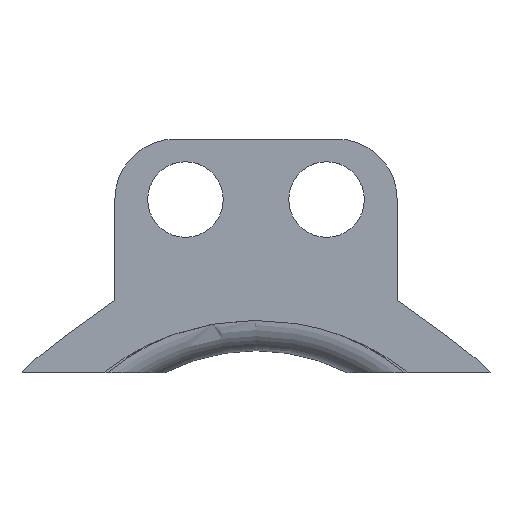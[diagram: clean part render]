
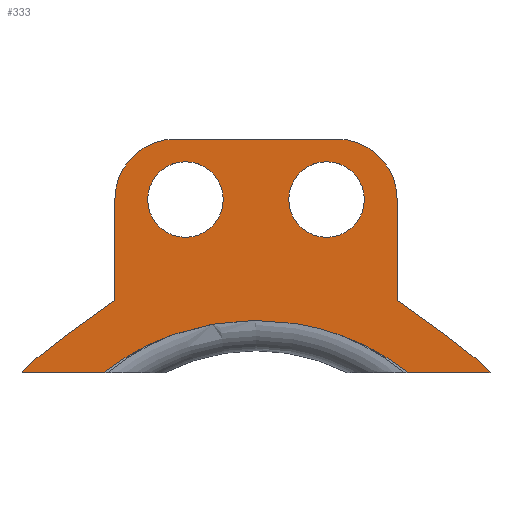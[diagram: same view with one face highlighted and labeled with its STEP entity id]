
A CAD part, top view. The second image highlights one B-rep face of the part: STEP entity #333.
In plain terms, the highlighted planar face has unit normal (0, 0, 1).
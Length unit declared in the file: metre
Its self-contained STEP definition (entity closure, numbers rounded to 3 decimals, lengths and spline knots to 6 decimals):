
#26=B_SPLINE_CURVE_WITH_KNOTS('',3,(#580,#581,#582,#583),.UNSPECIFIED.,
 .F.,.F.,(4,4),(0.,1.),.PIECEWISE_BEZIER_KNOTS.);
#27=B_SPLINE_CURVE_WITH_KNOTS('',3,(#594,#595,#596,#597),.UNSPECIFIED.,
 .F.,.F.,(4,4),(0.,1.),.PIECEWISE_BEZIER_KNOTS.);
#30=CIRCLE('',#354,0.02458);
#39=CIRCLE('',#370,0.006);
#40=CIRCLE('',#374,0.006);
#41=CIRCLE('',#376,0.00375);
#42=CIRCLE('',#377,0.00375);
#119=ORIENTED_EDGE('',*,*,#179,.T.);
#120=ORIENTED_EDGE('',*,*,#180,.T.);
#121=ORIENTED_EDGE('',*,*,#167,.T.);
#122=ORIENTED_EDGE('',*,*,#170,.T.);
#123=ORIENTED_EDGE('',*,*,#172,.F.);
#124=ORIENTED_EDGE('',*,*,#173,.F.);
#125=ORIENTED_EDGE('',*,*,#151,.F.);
#126=ORIENTED_EDGE('',*,*,#145,.F.);
#127=ORIENTED_EDGE('',*,*,#143,.F.);
#128=ORIENTED_EDGE('',*,*,#175,.T.);
#129=ORIENTED_EDGE('',*,*,#177,.T.);
#130=ORIENTED_EDGE('',*,*,#178,.T.);
#143=EDGE_CURVE('',#189,#190,#218,.T.);
#145=EDGE_CURVE('',#190,#191,#30,.T.);
#151=EDGE_CURVE('',#191,#195,#222,.T.);
#167=EDGE_CURVE('',#206,#205,#229,.T.);
#170=EDGE_CURVE('',#205,#207,#39,.T.);
#172=EDGE_CURVE('',#208,#207,#233,.T.);
#173=EDGE_CURVE('',#195,#208,#26,.T.);
#175=EDGE_CURVE('',#189,#209,#27,.T.);
#177=EDGE_CURVE('',#209,#210,#236,.T.);
#178=EDGE_CURVE('',#210,#206,#40,.T.);
#179=EDGE_CURVE('',#211,#211,#41,.F.);
#180=EDGE_CURVE('',#212,#212,#42,.F.);
#189=VERTEX_POINT('',#494);
#190=VERTEX_POINT('',#496);
#191=VERTEX_POINT('',#500);
#195=VERTEX_POINT('',#524);
#205=VERTEX_POINT('',#560);
#206=VERTEX_POINT('',#562);
#207=VERTEX_POINT('',#566);
#208=VERTEX_POINT('',#570);
#209=VERTEX_POINT('',#593);
#210=VERTEX_POINT('',#600);
#211=VERTEX_POINT('',#606);
#212=VERTEX_POINT('',#608);
#218=LINE('',#495,#242);
#222=LINE('',#523,#246);
#229=LINE('',#561,#253);
#233=LINE('',#571,#257);
#236=LINE('',#601,#260);
#242=VECTOR('',#395,1.);
#246=VECTOR('',#407,1.);
#253=VECTOR('',#438,1.);
#257=VECTOR('',#448,1.);
#260=VECTOR('',#453,1.);
#278=EDGE_LOOP('',(#119));
#279=EDGE_LOOP('',(#120));
#280=EDGE_LOOP('',(#121,#122,#123,#124,#125,#126,#127,#128,#129,#130));
#302=FACE_BOUND('',#278,.T.);
#303=FACE_BOUND('',#279,.T.);
#304=FACE_BOUND('',#280,.T.);
#317=PLANE('',#375);
#333=ADVANCED_FACE('',(#302,#303,#304),#317,.T.);
#354=AXIS2_PLACEMENT_3D('',#499,#399,#400);
#370=AXIS2_PLACEMENT_3D('',#567,#443,#444);
#374=AXIS2_PLACEMENT_3D('',#603,#456,#457);
#375=AXIS2_PLACEMENT_3D('',#604,#458,#459);
#376=AXIS2_PLACEMENT_3D('',#605,#460,#461);
#377=AXIS2_PLACEMENT_3D('',#607,#462,#463);
#395=DIRECTION('',(-1.,0.,0.));
#399=DIRECTION('',(0.,0.,1.));
#400=DIRECTION('',(1.,0.,0.));
#407=DIRECTION('',(-1.,0.,0.));
#438=DIRECTION('',(-1.,0.,0.));
#443=DIRECTION('',(0.,0.,1.));
#444=DIRECTION('',(1.,0.,0.));
#448=DIRECTION('',(0.,1.,0.));
#453=DIRECTION('',(0.,1.,0.));
#456=DIRECTION('',(0.,0.,1.));
#457=DIRECTION('',(1.,0.,0.));
#458=DIRECTION('',(0.,0.,1.));
#459=DIRECTION('',(1.,0.,0.));
#460=DIRECTION('',(0.,0.,1.));
#461=DIRECTION('',(1.,0.,0.));
#462=DIRECTION('',(0.,0.,1.));
#463=DIRECTION('',(1.,0.,0.));
#494=CARTESIAN_POINT('',(0.02321,0.0178,0.002));
#495=CARTESIAN_POINT('',(0.016337,0.0178,0.002));
#496=CARTESIAN_POINT('',(0.015119,0.0178,0.002));
#499=CARTESIAN_POINT('',(0.,-0.00158,0.002));
#500=CARTESIAN_POINT('',(-0.015119,0.0178,0.002));
#523=CARTESIAN_POINT('',(-0.020382,0.0178,0.002));
#524=CARTESIAN_POINT('',(-0.02321,0.0178,0.002));
#560=CARTESIAN_POINT('',(-0.008,0.041,0.002));
#561=CARTESIAN_POINT('',(0.,0.041,0.002));
#562=CARTESIAN_POINT('',(0.008,0.041,0.002));
#566=CARTESIAN_POINT('',(-0.014,0.035,0.002));
#567=CARTESIAN_POINT('',(-0.008,0.035,0.002));
#570=CARTESIAN_POINT('',(-0.014,0.025,0.002));
#571=CARTESIAN_POINT('',(-0.014,0.033,0.002));
#580=CARTESIAN_POINT('',(-0.025,0.,0.002));
#581=CARTESIAN_POINT('',(-0.02566,0.019827,0.002));
#582=CARTESIAN_POINT('',(-0.024956,0.016642,0.002));
#583=CARTESIAN_POINT('',(-0.014,0.025,0.002));
#593=CARTESIAN_POINT('',(0.014,0.025,0.002));
#594=CARTESIAN_POINT('',(0.025,0.,0.002));
#595=CARTESIAN_POINT('',(0.02566,0.019827,0.002));
#596=CARTESIAN_POINT('',(0.024956,0.016642,0.002));
#597=CARTESIAN_POINT('',(0.014,0.025,0.002));
#600=CARTESIAN_POINT('',(0.014,0.035,0.002));
#601=CARTESIAN_POINT('',(0.014,0.033,0.002));
#603=CARTESIAN_POINT('',(0.008,0.035,0.002));
#604=CARTESIAN_POINT('',(0.,0.008,0.002));
#605=CARTESIAN_POINT('',(-0.007,0.035,0.002));
#606=CARTESIAN_POINT('',(-0.00325,0.035,0.002));
#607=CARTESIAN_POINT('',(0.007,0.035,0.002));
#608=CARTESIAN_POINT('',(0.01075,0.035,0.002));
